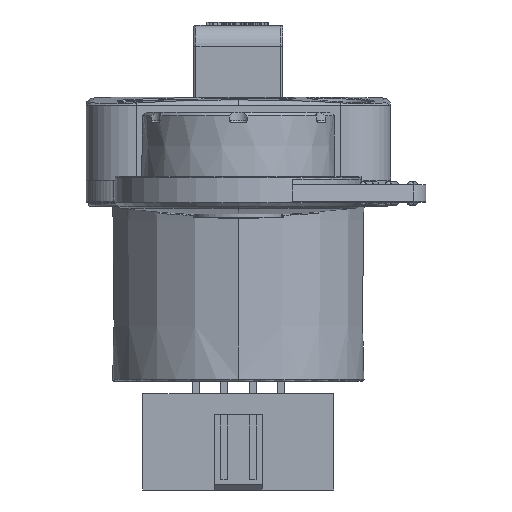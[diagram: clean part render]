
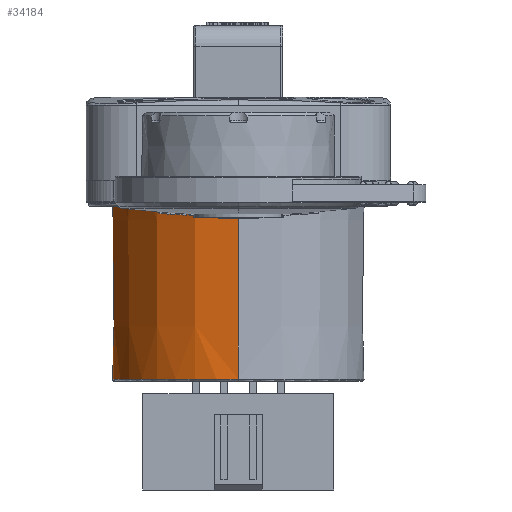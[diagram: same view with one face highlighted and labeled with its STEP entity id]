
A CAD part, front view. The second image highlights one B-rep face of the part: STEP entity #34184.
In plain terms, the highlighted conical face has half-angle 0.5 degrees and reference radius 11.812 mm.
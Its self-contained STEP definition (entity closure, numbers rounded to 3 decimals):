
#26035=CARTESIAN_POINT('',(0.,0.,-25.002));
#26036=DIRECTION('',(0.,0.,1.));
#26037=DIRECTION('',(0.,1.,0.));
#26038=AXIS2_PLACEMENT_3D('',#26035,#26036,#26037);
#26040=CARTESIAN_POINT('',(0.,0.,-25.002));
#26041=DIRECTION('',(0.,0.,1.));
#26042=DIRECTION('',(-0.009,1.,0.));
#26043=AXIS2_PLACEMENT_3D('',#26040,#26041,#26042);
#26045=CARTESIAN_POINT('',(0.,0.,-25.002));
#26046=DIRECTION('',(0.,0.,1.));
#26047=DIRECTION('',(-1.,0.,0.));
#26048=AXIS2_PLACEMENT_3D('',#26045,#26046,#26047);
#26055=CARTESIAN_POINT('',(-3.716,11.278,
-7.898));
#26056=CARTESIAN_POINT('',(-3.773,11.26,
-7.894));
#26057=CARTESIAN_POINT('',(-3.874,11.225,
-7.875));
#26058=CARTESIAN_POINT('',(-3.978,11.189,
-7.804));
#26059=CARTESIAN_POINT('',(-4.056,11.162,
-7.711));
#26060=CARTESIAN_POINT('',(-4.105,11.145,
-7.585));
#26061=CARTESIAN_POINT('',(-4.112,11.144,
-7.528));
#26062=CARTESIAN_POINT('',(-4.109,11.145,
-7.502));
#26064=CARTESIAN_POINT('',(-4.109,11.145,
-7.502));
#26065=CARTESIAN_POINT('',(-4.116,11.15,
-6.734));
#26066=CARTESIAN_POINT('',(-4.122,11.154,
-5.966));
#26067=CARTESIAN_POINT('',(-4.129,11.159,
-5.198));
#26069=DIRECTION('',(0.,0.009,-1.));
#26070=VECTOR('',#26069,19.804);
#26071=CARTESIAN_POINT('',(0.,-11.898,
-5.198));
#26072=LINE('',#26071,#26070);
#26073=DIRECTION('',(0.,0.009,1.));
#26074=VECTOR('',#26073,17.104);
#26075=CARTESIAN_POINT('',(0.,11.725,
-25.002));
#26076=LINE('',#26075,#26074);
#26077=CARTESIAN_POINT('',(0.,0.,-7.898));
#26078=DIRECTION('',(0.,0.,-1.));
#26079=DIRECTION('',(-0.313,0.95,0.));
#26080=AXIS2_PLACEMENT_3D('',#26077,#26078,#26079);
#26112=CARTESIAN_POINT('',(0.,0.,-5.198));
#26113=DIRECTION('',(0.,0.,-1.));
#26114=DIRECTION('',(0.,-1.,0.));
#26115=AXIS2_PLACEMENT_3D('',#26112,#26113,#26114);
#26117=CARTESIAN_POINT('',(0.,0.,-5.198));
#26118=DIRECTION('',(0.,0.,-1.));
#26119=DIRECTION('',(-1.,0.,0.));
#26120=AXIS2_PLACEMENT_3D('',#26117,#26118,#26119);
#31119=CARTESIAN_POINT('',(0.,-11.725,
-25.002));
#31120=VERTEX_POINT('',#31119);
#31125=CARTESIAN_POINT('',(0.,11.725,
-25.002));
#31126=VERTEX_POINT('',#31125);
#31127=CARTESIAN_POINT('',(-0.105,11.725,
-25.002));
#31128=VERTEX_POINT('',#31127);
#31129=CARTESIAN_POINT('',(-11.725,0.,-25.002));
#31130=VERTEX_POINT('',#31129);
#31131=CARTESIAN_POINT('',(-3.716,11.278,
-7.898));
#31132=CARTESIAN_POINT('',(0.,11.875,
-7.898));
#31133=VERTEX_POINT('',#31131);
#31134=VERTEX_POINT('',#31132);
#31135=VERTEX_POINT('',#26062);
#31136=VERTEX_POINT('',#26067);
#31137=CARTESIAN_POINT('',(-11.898,0.,-5.198));
#31138=VERTEX_POINT('',#31137);
#31139=CARTESIAN_POINT('',(0.,-11.898,
-5.198));
#31140=VERTEX_POINT('',#31139);
#34160=CARTESIAN_POINT('',(0.,0.,-15.1));
#34161=DIRECTION('',(0.,0.,1.));
#34162=DIRECTION('',(1.,0.,0.));
#34163=AXIS2_PLACEMENT_3D('',#34160,#34161,#34162);
#34164=CONICAL_SURFACE('',#34163,11.812,0.5);
#34166=ORIENTED_EDGE('',*,*,#34165,.F.);
#34168=ORIENTED_EDGE('',*,*,#34167,.T.);
#34170=ORIENTED_EDGE('',*,*,#34169,.T.);
#34172=ORIENTED_EDGE('',*,*,#34171,.F.);
#34174=ORIENTED_EDGE('',*,*,#34173,.F.);
#34176=ORIENTED_EDGE('',*,*,#34175,.T.);
#34177=ORIENTED_EDGE('',*,*,#34154,.F.);
#34178=ORIENTED_EDGE('',*,*,#34152,.F.);
#34179=ORIENTED_EDGE('',*,*,#34150,.F.);
#34181=ORIENTED_EDGE('',*,*,#34180,.T.);
#34182=EDGE_LOOP('',(#34166,#34168,#34170,#34172,#34174,#34176,#34177,#34178,
#34179,#34181));
#34183=FACE_OUTER_BOUND('',#34182,.F.);
#34184=ADVANCED_FACE('',(#34183),#34164,.T.);
#26039=CIRCLE('',#26038,11.725);
#26044=CIRCLE('',#26043,11.725);
#26049=CIRCLE('',#26048,11.725);
#26063=B_SPLINE_CURVE_WITH_KNOTS('',3,(#26055,#26056,#26057,#26058,#26059,
#26060,#26061,#26062),.UNSPECIFIED.,.F.,.F.,(4,1,1,1,1,4),(0.,0.2,0.4,
0.6,0.8,1.),.UNSPECIFIED.);
#26068=B_SPLINE_CURVE_WITH_KNOTS('',3,(#26064,#26065,#26066,#26067),
.UNSPECIFIED.,.F.,.F.,(4,4),(0.,1.),.UNSPECIFIED.);
#26081=CIRCLE('',#26080,11.875);
#26116=CIRCLE('',#26115,11.898);
#26121=CIRCLE('',#26120,11.898);
#34150=EDGE_CURVE('',#31126,#31128,#26039,.T.);
#34152=EDGE_CURVE('',#31128,#31130,#26044,.T.);
#34154=EDGE_CURVE('',#31130,#31120,#26049,.T.);
#34165=EDGE_CURVE('',#31133,#31134,#26081,.T.);
#34167=EDGE_CURVE('',#31133,#31135,#26063,.T.);
#34169=EDGE_CURVE('',#31135,#31136,#26068,.T.);
#34171=EDGE_CURVE('',#31138,#31136,#26121,.T.);
#34173=EDGE_CURVE('',#31140,#31138,#26116,.T.);
#34175=EDGE_CURVE('',#31140,#31120,#26072,.T.);
#34180=EDGE_CURVE('',#31126,#31134,#26076,.T.);
